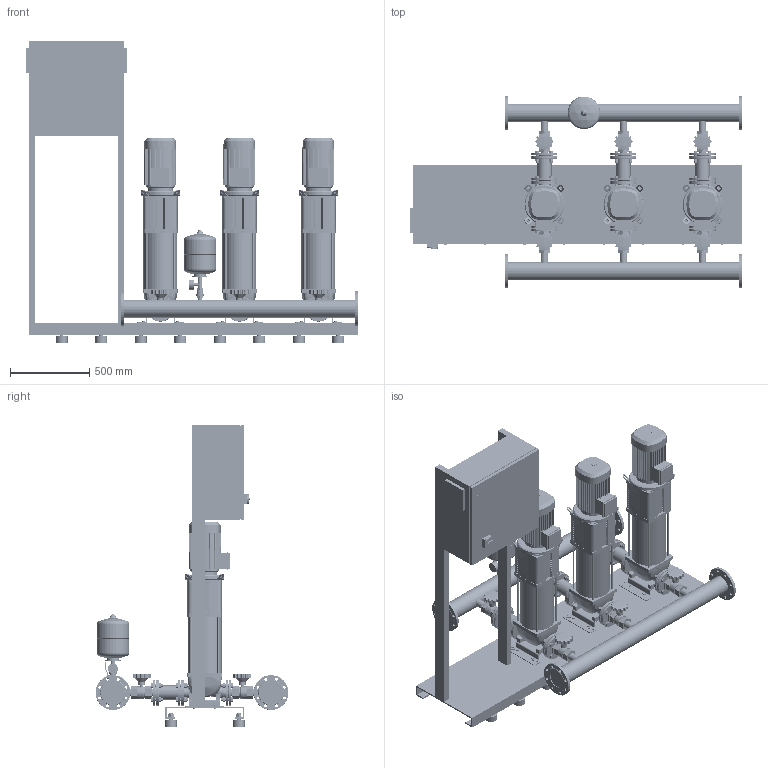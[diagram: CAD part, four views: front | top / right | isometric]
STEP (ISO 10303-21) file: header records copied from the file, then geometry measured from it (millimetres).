
FILE_DESCRIPTION((''),'2;1');
FILE_NAME('3d_CO-3HELIXV2205_K_CC-01-2530522.stp','2016-01-25T09:44:33',(''),(''),'Mechanical Desktop 2009','Mechanical Desktop 2009',', , ');
FILE_SCHEMA(('CONFIG_CONTROL_DESIGN'));
Length unit declared in the file: millimetre
Products named in the file (1): Product
Bounding box: 2100 x 1220 x 1905 mm (x, y, z)
Volume: 289414326.1 mm3; surface area: 15726477.7 mm2
Topology: 167 solids, 167 shells, 6097 faces, 15527 edges, 10109 vertices
Faces by surface type: plane 2480, cylinder 1639, bspline 1472, cone 300, torus 198, sphere 8
Entity records: 204311 total; most frequent: CARTESIAN_POINT 56681, ORIENTED_EDGE 31042, DIRECTION 29278, EDGE_CURVE 15521, VERTEX_POINT 10105, AXIS2_PLACEMENT_3D 9883, VECTOR 9512, LINE 9512
